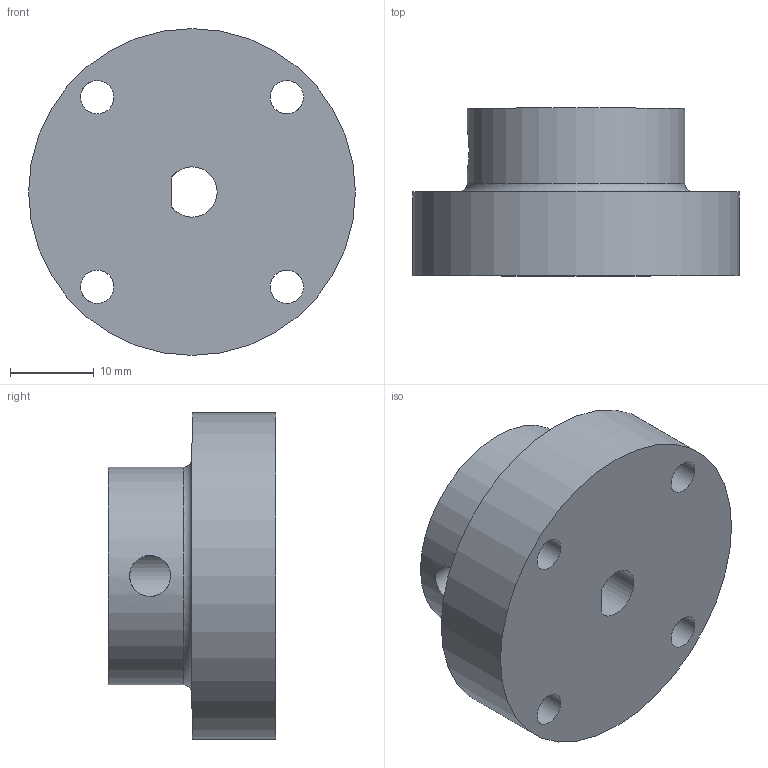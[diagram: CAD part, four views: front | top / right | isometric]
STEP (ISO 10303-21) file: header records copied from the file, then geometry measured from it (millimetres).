
FILE_DESCRIPTION(('STEP AP203'), '1');
FILE_NAME('ôëàíåö äëÿ êîëåñà_5.0', '2021-11-16T20:13:54', (''), (''), 'ASCON STEP Converter 1.3', 'ASCON Math Kernel', '');
FILE_SCHEMA(('CONFIG_CONTROL_DESIGN'));
Length unit declared in the file: millimetre
Bounding box: 39 x 20 x 39 mm (x, y, z)
Volume: 15816.5 mm3; surface area: 5376.8 mm2
Topology: 1 solids, 1 shells, 20 faces, 58 edges, 37 vertices
Faces by surface type: plane 10, cylinder 9, torus 1
Full cylindrical faces by diameter (mm): 4 x4, 4.9 x2, 26 x1, 39 x1
Entity records: 1042 total; most frequent: CARTESIAN_POINT 310, DIRECTION 110, ORIENTED_EDGE 94, EDGE_CURVE 47, AXIS2_PLACEMENT_3D 46, EDGE_LOOP 44, VERTEX_POINT 39, FACE_BOUND 31
